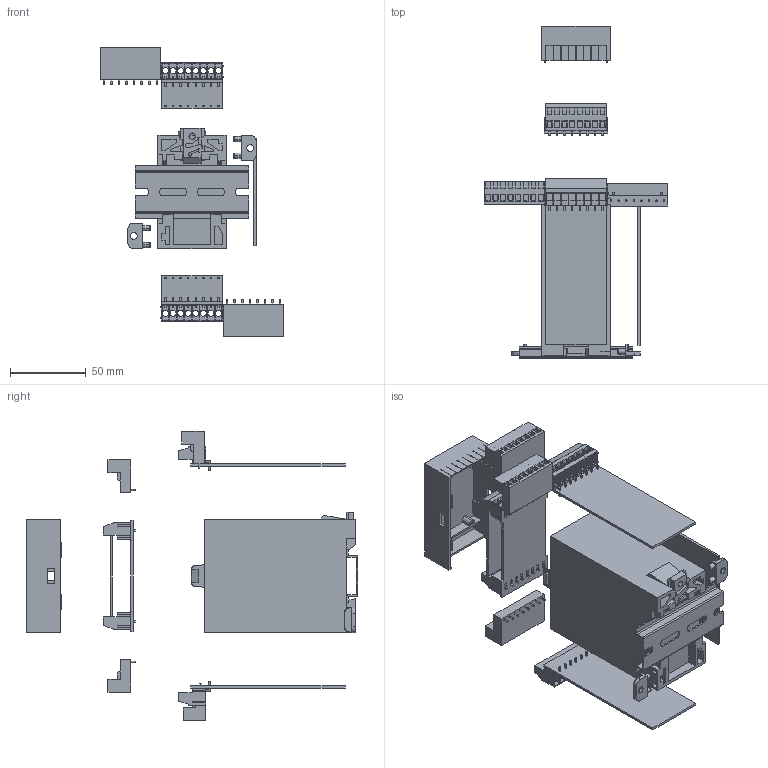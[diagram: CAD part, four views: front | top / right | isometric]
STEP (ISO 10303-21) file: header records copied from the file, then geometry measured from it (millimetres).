
FILE_DESCRIPTION (( 'STEP AP214' ), '1' );
FILE_NAME ('VE-45.STEP', '2022-01-17T11:58:30', ( '' ), ( '' ), 'SwSTEP 2.0', 'SolidWorks 2017', '' );
FILE_SCHEMA (( 'AUTOMOTIVE_DESIGN' ));
Length unit declared in the file: millimetre
Products named in the file (33): Box base VE-45; Rail-35-75mm; Vertical PCB VE-45; Horizontal PCB VE-45; Terminal5mm-8Plug-In-Right Angle; Top cover VE-45; Terminal5mm-8Plug-In; Euro fixed Terminal-8WayTerminal; Display PCB VE-45; Clip; Base PCB VE-45; Foot Bracket; Terminal-8-right Angle; VE-45
Assembly tree (19 placements, depth 2):
  Box base VE-45
  Rail-35-75mm
  Vertical PCB VE-45
  Horizontal PCB VE-45
  Terminal5mm-8Plug-In-Right Angle
Bounding box: 121.4 x 219.2 x 191.2 mm (x, y, z)
Volume: 145834.6 mm3; surface area: 170184 mm2
Topology: 19 solids, 19 shells, 2417 faces, 6844 edges, 4471 vertices
Faces by surface type: plane 1918, cylinder 479, torus 12, cone 8
Entity records: 53304 total; most frequent: CARTESIAN_POINT 9155, ORIENTED_EDGE 9112, DIRECTION 8689, EDGE_CURVE 4556, LINE 3631, VECTOR 3631, VERTEX_POINT 2987, AXIS2_PLACEMENT_3D 2529
